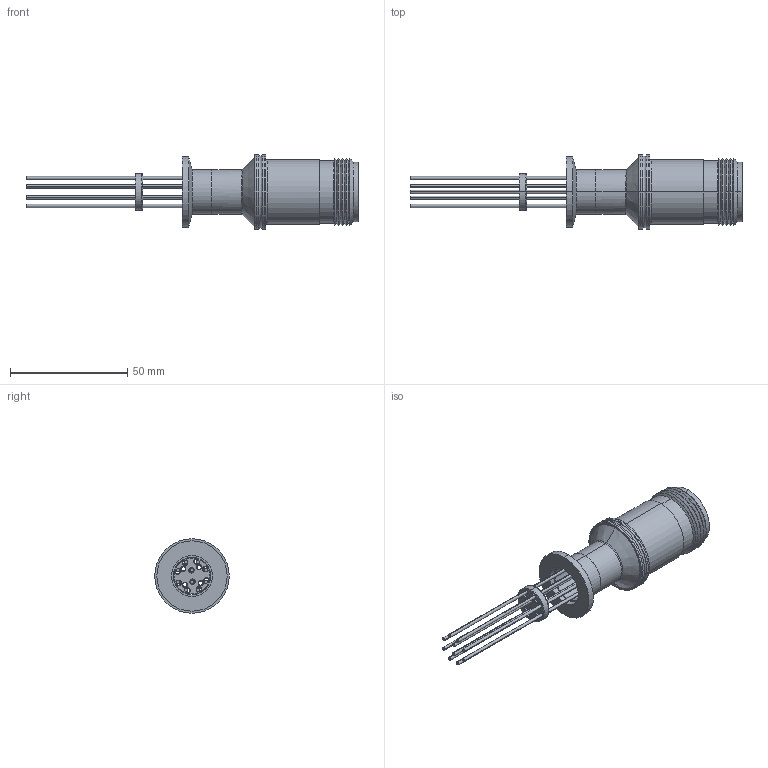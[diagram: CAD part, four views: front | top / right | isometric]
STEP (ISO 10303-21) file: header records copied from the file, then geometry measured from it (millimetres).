
FILE_DESCRIPTION (( 'STEP AP214' ), '1' );
FILE_NAME ('120XTK016-5-S.step', '2017-07-10T09:42:42', ( 'install' ), ( '' ), 'SwSTEP 2.0', 'SolidWorks 2015', '' );
FILE_SCHEMA (( 'AUTOMOTIVE_DESIGN' ));
Length unit declared in the file: inch
Products named in the file (1): 120XTK016-5-S
Bounding box: 141.48 x 31.75 x 31.75 mm (x, y, z)
Surface area: 17207.9 mm2 (no closed solid volume)
Topology: 0 solids, 26 shells, 242 faces, 625 edges, 406 vertices
Faces by surface type: cylinder 96, bspline 86, plane 36, cone 24
Entity records: 9578 total; most frequent: CARTESIAN_POINT 3920, DIRECTION 1225, ORIENTED_EDGE 1156, EDGE_CURVE 613, AXIS2_PLACEMENT_3D 543, VERTEX_POINT 406, CIRCLE 386, EDGE_LOOP 283
